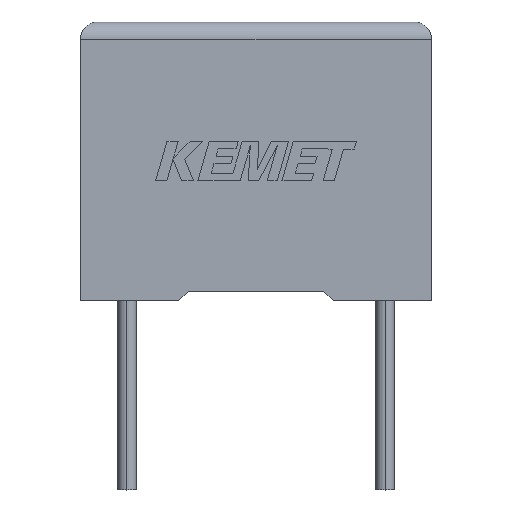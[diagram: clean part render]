
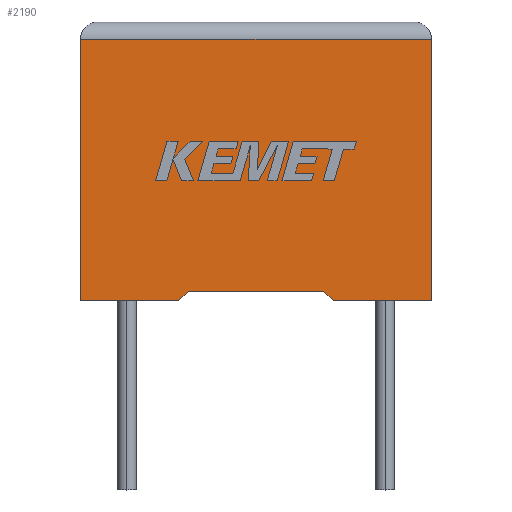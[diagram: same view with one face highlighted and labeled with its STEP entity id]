
A CAD part, top view. The second image highlights one B-rep face of the part: STEP entity #2190.
In plain terms, the highlighted planar face has unit normal (0, 0, 1).
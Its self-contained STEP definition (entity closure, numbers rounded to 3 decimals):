
#8 = VERTEX_POINT ( 'NONE', #2041 ) ;
#95 = VECTOR ( 'NONE', #479, 1000. ) ;
#109 = VECTOR ( 'NONE', #2223, 1000. ) ;
#141 = ORIENTED_EDGE ( 'NONE', *, *, #745, .T. ) ;
#265 = CARTESIAN_POINT ( 'NONE',  ( 7.35, 0., 3.1 ) ) ;
#451 = CARTESIAN_POINT ( 'NONE',  ( 0., 7.6, 3.1 ) ) ;
#479 = DIRECTION ( 'NONE',  ( 1., 0., 0. ) ) ;
#521 = ORIENTED_EDGE ( 'NONE', *, *, #2461, .T. ) ;
#523 = EDGE_CURVE ( 'NONE', #1382, #1971, #1029, .T. ) ;
#572 = ORIENTED_EDGE ( 'NONE', *, *, #523, .T. ) ;
#626 = VECTOR ( 'NONE', #2470, 1000. ) ;
#647 = FACE_OUTER_BOUND ( 'NONE', #2517, .T. ) ;
#694 = CARTESIAN_POINT ( 'NONE',  ( 2.85, 0., 3.1 ) ) ;
#745 = EDGE_CURVE ( 'NONE', #2925, #1382, #2308, .T. ) ;
#819 = CARTESIAN_POINT ( 'NONE',  ( 2.85, 0., 3.1 ) ) ;
#883 = EDGE_CURVE ( 'NONE', #8, #2233, #1679, .T. ) ;
#910 = VERTEX_POINT ( 'NONE', #1401 ) ;
#918 = CARTESIAN_POINT ( 'NONE',  ( 0., 0., 3.1 ) ) ;
#997 = ORIENTED_EDGE ( 'NONE', *, *, #1017, .T. ) ;
#1017 = EDGE_CURVE ( 'NONE', #1959, #8, #2402, .T. ) ;
#1018 = LINE ( 'NONE', #1745, #2789 ) ;
#1029 = LINE ( 'NONE', #1521, #626 ) ;
#1116 = CARTESIAN_POINT ( 'NONE',  ( 10.2, 0., 3.1 ) ) ;
#1162 = ORIENTED_EDGE ( 'NONE', *, *, #2148, .F. ) ;
#1245 = VECTOR ( 'NONE', #1573, 1000. ) ;
#1273 = CARTESIAN_POINT ( 'NONE',  ( 10.2, 0., 3.1 ) ) ;
#1312 = ORIENTED_EDGE ( 'NONE', *, *, #2164, .F. ) ;
#1348 = DIRECTION ( 'NONE',  ( -1., 0., 0. ) ) ;
#1382 = VERTEX_POINT ( 'NONE', #451 ) ;
#1387 = CARTESIAN_POINT ( 'NONE',  ( 0., 7.6, 3.1 ) ) ;
#1401 = CARTESIAN_POINT ( 'NONE',  ( 3.133, 0.279, 3.1 ) ) ;
#1416 = VERTEX_POINT ( 'NONE', #694 ) ;
#1424 = CARTESIAN_POINT ( 'NONE',  ( 7.067, 0.279, 3.1 ) ) ;
#1520 = ORIENTED_EDGE ( 'NONE', *, *, #2335, .T. ) ;
#1521 = CARTESIAN_POINT ( 'NONE',  ( 0., 0., 3.1 ) ) ;
#1573 = DIRECTION ( 'NONE',  ( -1., 0., 0. ) ) ;
#1634 = DIRECTION ( 'NONE',  ( 0.712, -0.702, 0. ) ) ;
#1679 = LINE ( 'NONE', #2130, #95 ) ;
#1735 = LINE ( 'NONE', #1273, #109 ) ;
#1745 = CARTESIAN_POINT ( 'NONE',  ( 0., 0., 3.1 ) ) ;
#1769 = DIRECTION ( 'NONE',  ( -0.712, -0.702, 0. ) ) ;
#1841 = ORIENTED_EDGE ( 'NONE', *, *, #883, .T. ) ;
#1877 = DIRECTION ( 'NONE',  ( -1., 0., 0. ) ) ;
#1886 = VECTOR ( 'NONE', #1634, 1000. ) ;
#1959 = VERTEX_POINT ( 'NONE', #1424 ) ;
#1971 = VERTEX_POINT ( 'NONE', #2337 ) ;
#2033 = CARTESIAN_POINT ( 'NONE',  ( 10.2, 7.6, 3.1 ) ) ;
#2041 = CARTESIAN_POINT ( 'NONE',  ( 7.35, 0., 3.1 ) ) ;
#2125 = VECTOR ( 'NONE', #1877, 1000. ) ;
#2130 = CARTESIAN_POINT ( 'NONE',  ( 0., 0., 3.1 ) ) ;
#2148 = EDGE_CURVE ( 'NONE', #1959, #910, #2757, .T. ) ;
#2164 = EDGE_CURVE ( 'NONE', #910, #1416, #2940, .T. ) ;
#2190 = ADVANCED_FACE ( 'NONE', ( #647 ), #3031, .F. ) ;
#2223 = DIRECTION ( 'NONE',  ( 0., 1., 0. ) ) ;
#2233 = VERTEX_POINT ( 'NONE', #1116 ) ;
#2234 = CARTESIAN_POINT ( 'NONE',  ( 5.1, 0.279, 3.1 ) ) ;
#2308 = LINE ( 'NONE', #1387, #2125 ) ;
#2335 = EDGE_CURVE ( 'NONE', #2233, #2925, #1735, .T. ) ;
#2337 = CARTESIAN_POINT ( 'NONE',  ( 0., 0., 3.1 ) ) ;
#2341 = VECTOR ( 'NONE', #1769, 1000. ) ;
#2402 = LINE ( 'NONE', #265, #1886 ) ;
#2447 = AXIS2_PLACEMENT_3D ( 'NONE', #918, #2567, #1348 ) ;
#2461 = EDGE_CURVE ( 'NONE', #1971, #1416, #1018, .T. ) ;
#2470 = DIRECTION ( 'NONE',  ( 0., -1., 0. ) ) ;
#2517 = EDGE_LOOP ( 'NONE', ( #1520, #141, #572, #521, #1312, #1162, #997, #1841 ) ) ;
#2567 = DIRECTION ( 'NONE',  ( 0., 0., -1. ) ) ;
#2690 = DIRECTION ( 'NONE',  ( 1., 0., 0. ) ) ;
#2757 = LINE ( 'NONE', #2234, #1245 ) ;
#2789 = VECTOR ( 'NONE', #2690, 1000. ) ;
#2925 = VERTEX_POINT ( 'NONE', #2033 ) ;
#2940 = LINE ( 'NONE', #819, #2341 ) ;
#3031 = PLANE ( 'NONE',  #2447 ) ;
